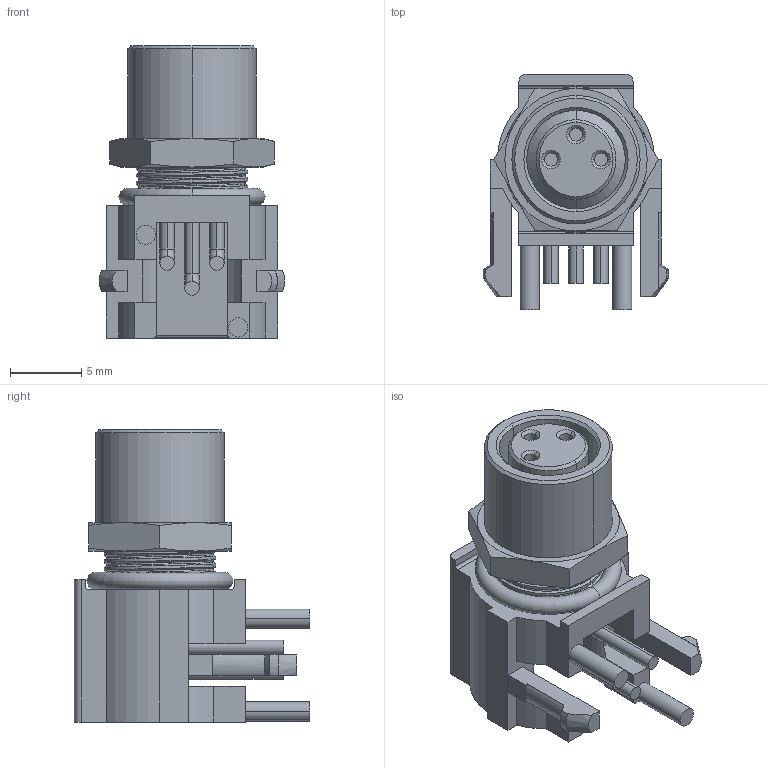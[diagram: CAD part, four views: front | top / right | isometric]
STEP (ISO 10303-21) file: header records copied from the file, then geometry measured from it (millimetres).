
FILE_DESCRIPTION((''),'2;1');
FILE_NAME('C-2-2172068-2','2016-05-24T',('workeradm'),('Tyco Electronics Ltd.'),'CREO PARAMETRIC BY PTC INC, 2015200','CREO PARAMETRIC BY PTC INC, 2015200','');
FILE_SCHEMA(('AUTOMOTIVE_DESIGN { 1 0 10303 214 1 1 1 1 }'));
Length unit declared in the file: millimetre
Products named in the file (1): C-2-2172068-2
Bounding box: 13 x 16.5 x 20.5 mm (x, y, z)
Volume: 1242.8 mm3; surface area: 1763.9 mm2
Topology: 3 solids, 3 shells, 182 faces, 438 edges, 274 vertices
Faces by surface type: plane 74, cylinder 61, cone 31, torus 10, bspline 6
Entity records: 7978 total; most frequent: CARTESIAN_POINT 3759, ORIENTED_EDGE 876, DIRECTION 851, EDGE_CURVE 438, AXIS2_PLACEMENT_3D 315, VERTEX_POINT 274, VECTOR 221, LINE 221
